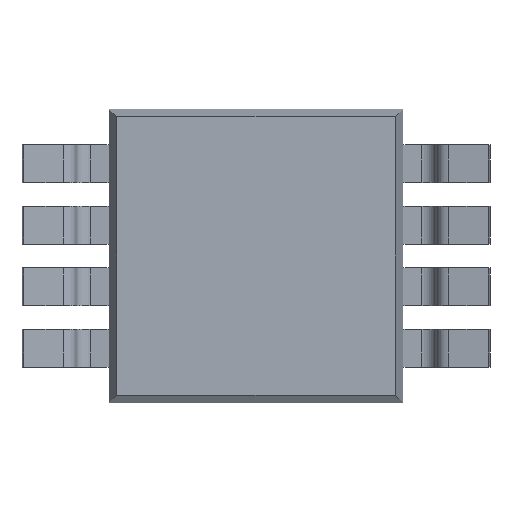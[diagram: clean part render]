
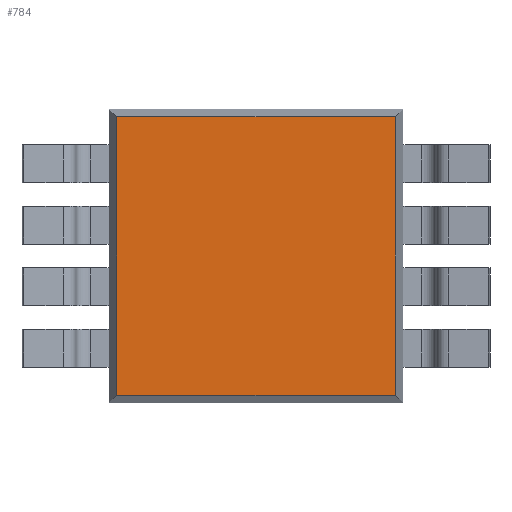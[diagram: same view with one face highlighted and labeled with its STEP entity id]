
A CAD part, front view. The second image highlights one B-rep face of the part: STEP entity #784.
In plain terms, the highlighted planar face has unit normal (0, -1, 0).
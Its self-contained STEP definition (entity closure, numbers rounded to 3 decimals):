
#33 = EDGE_CURVE ( 'NONE', #1021, #1971, #2362, .T. ) ;
#54 = VECTOR ( 'NONE', #4187, 1000. ) ;
#146 = DIRECTION ( 'NONE',  ( 0., 0., -1. ) ) ;
#231 = VECTOR ( 'NONE', #752, 1000. ) ;
#592 = CARTESIAN_POINT ( 'NONE',  ( -1.47, -1.05, -1.47 ) ) ;
#623 = CARTESIAN_POINT ( 'NONE',  ( 1.47, -1.05, 1.47 ) ) ;
#636 = ORIENTED_EDGE ( 'NONE', *, *, #33, .T. ) ;
#704 = PLANE ( 'NONE',  #2578 ) ;
#752 = DIRECTION ( 'NONE',  ( 1., 0., 0. ) ) ;
#784 = ADVANCED_FACE ( 'NONE', ( #4248 ), #704, .F. ) ;
#1021 = VERTEX_POINT ( 'NONE', #4979 ) ;
#1085 = ORIENTED_EDGE ( 'NONE', *, *, #3951, .T. ) ;
#1550 = CARTESIAN_POINT ( 'NONE',  ( 1.55, -1.05, -1.47 ) ) ;
#1586 = EDGE_LOOP ( 'NONE', ( #636, #2096, #3051, #1085 ) ) ;
#1610 = DIRECTION ( 'NONE',  ( 0., 0., 1. ) ) ;
#1857 = EDGE_CURVE ( 'NONE', #3241, #3127, #2503, .T. ) ;
#1920 = CARTESIAN_POINT ( 'NONE',  ( -1.47, -1.05, 1.47 ) ) ;
#1938 = LINE ( 'NONE', #1550, #231 ) ;
#1971 = VERTEX_POINT ( 'NONE', #623 ) ;
#2096 = ORIENTED_EDGE ( 'NONE', *, *, #3580, .T. ) ;
#2127 = CARTESIAN_POINT ( 'NONE',  ( -1.47, -1.05, -1.55 ) ) ;
#2362 = LINE ( 'NONE', #4358, #3004 ) ;
#2430 = DIRECTION ( 'NONE',  ( 0., 1., 0. ) ) ;
#2454 = CARTESIAN_POINT ( 'NONE',  ( -1.55, -1.05, 1.55 ) ) ;
#2503 = LINE ( 'NONE', #2127, #5054 ) ;
#2570 = LINE ( 'NONE', #3805, #54 ) ;
#2578 = AXIS2_PLACEMENT_3D ( 'NONE', #2454, #2430, #4395 ) ;
#3004 = VECTOR ( 'NONE', #1610, 1000. ) ;
#3051 = ORIENTED_EDGE ( 'NONE', *, *, #1857, .T. ) ;
#3127 = VERTEX_POINT ( 'NONE', #592 ) ;
#3241 = VERTEX_POINT ( 'NONE', #1920 ) ;
#3580 = EDGE_CURVE ( 'NONE', #1971, #3241, #2570, .T. ) ;
#3805 = CARTESIAN_POINT ( 'NONE',  ( -1.55, -1.05, 1.47 ) ) ;
#3951 = EDGE_CURVE ( 'NONE', #3127, #1021, #1938, .T. ) ;
#4187 = DIRECTION ( 'NONE',  ( -1., 0., 0. ) ) ;
#4248 = FACE_OUTER_BOUND ( 'NONE', #1586, .T. ) ;
#4358 = CARTESIAN_POINT ( 'NONE',  ( 1.47, -1.05, 1.55 ) ) ;
#4395 = DIRECTION ( 'NONE',  ( 0., 0., 1. ) ) ;
#4979 = CARTESIAN_POINT ( 'NONE',  ( 1.47, -1.05, -1.47 ) ) ;
#5054 = VECTOR ( 'NONE', #146, 1000. ) ;
